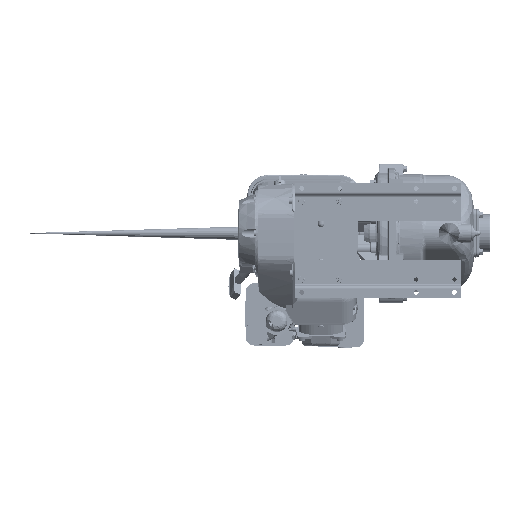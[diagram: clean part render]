
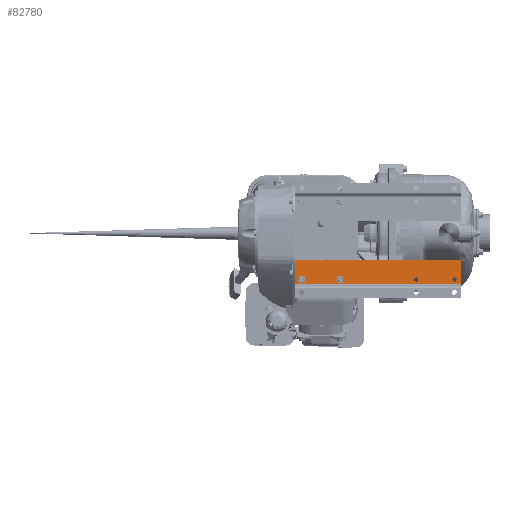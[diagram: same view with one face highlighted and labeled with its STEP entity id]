
A CAD part, front view. The second image highlights one B-rep face of the part: STEP entity #82780.
In plain terms, the highlighted planar face has unit normal (0, -1, 0).
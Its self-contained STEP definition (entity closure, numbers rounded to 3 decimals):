
#2012=FACE_BOUND('',#16212,.T.);
#2013=FACE_BOUND('',#16213,.T.);
#2014=FACE_BOUND('',#16214,.T.);
#2015=FACE_BOUND('',#16215,.T.);
#6417=PLANE('',#89441);
#11329=FACE_OUTER_BOUND('',#16211,.T.);
#16211=EDGE_LOOP('',(#68260,#68261,#68262,#68263));
#16212=EDGE_LOOP('',(#68264));
#16213=EDGE_LOOP('',(#68265));
#16214=EDGE_LOOP('',(#68266));
#16215=EDGE_LOOP('',(#68267));
#20467=CIRCLE('',#89410,0.172);
#20469=CIRCLE('',#89413,0.172);
#20471=CIRCLE('',#89416,0.172);
#20473=CIRCLE('',#89419,0.172);
#24735=LINE('',#173181,#30025);
#24736=LINE('',#173185,#30026);
#24737=LINE('',#173187,#30027);
#24738=LINE('',#173188,#30028);
#30025=VECTOR('',#103630,0.394);
#30026=VECTOR('',#103635,0.394);
#30027=VECTOR('',#103636,0.394);
#30028=VECTOR('',#103637,0.394);
#37255=VERTEX_POINT('',#173105);
#37257=VERTEX_POINT('',#173111);
#37259=VERTEX_POINT('',#173117);
#37261=VERTEX_POINT('',#173123);
#37280=VERTEX_POINT('',#173178);
#37281=VERTEX_POINT('',#173180);
#37282=VERTEX_POINT('',#173184);
#37283=VERTEX_POINT('',#173186);
#48074=EDGE_CURVE('',#37255,#37255,#20467,.T.);
#48077=EDGE_CURVE('',#37257,#37257,#20469,.T.);
#48080=EDGE_CURVE('',#37259,#37259,#20471,.T.);
#48083=EDGE_CURVE('',#37261,#37261,#20473,.T.);
#48110=EDGE_CURVE('',#37281,#37280,#24735,.T.);
#48112=EDGE_CURVE('',#37280,#37282,#24736,.T.);
#48113=EDGE_CURVE('',#37283,#37282,#24737,.T.);
#48114=EDGE_CURVE('',#37283,#37281,#24738,.T.);
#68260=ORIENTED_EDGE('',*,*,#48112,.T.);
#68261=ORIENTED_EDGE('',*,*,#48113,.F.);
#68262=ORIENTED_EDGE('',*,*,#48114,.T.);
#68263=ORIENTED_EDGE('',*,*,#48110,.T.);
#68264=ORIENTED_EDGE('',*,*,#48074,.T.);
#68265=ORIENTED_EDGE('',*,*,#48077,.T.);
#68266=ORIENTED_EDGE('',*,*,#48080,.T.);
#68267=ORIENTED_EDGE('',*,*,#48083,.T.);
#82780=ADVANCED_FACE('',(#11329,#2012,#2013,#2014,#2015),#6417,.T.);
#89410=AXIS2_PLACEMENT_3D('',#173107,#103552,#103553);
#89413=AXIS2_PLACEMENT_3D('',#173113,#103559,#103560);
#89416=AXIS2_PLACEMENT_3D('',#173119,#103566,#103567);
#89419=AXIS2_PLACEMENT_3D('',#173125,#103573,#103574);
#89441=AXIS2_PLACEMENT_3D('',#173183,#103633,#103634);
#103552=DIRECTION('center_axis',(0.,1.,0.));
#103553=DIRECTION('ref_axis',(-1.,0.,0.));
#103559=DIRECTION('center_axis',(0.,1.,0.));
#103560=DIRECTION('ref_axis',(-1.,0.,0.));
#103566=DIRECTION('center_axis',(0.,1.,0.));
#103567=DIRECTION('ref_axis',(-1.,0.,0.));
#103573=DIRECTION('center_axis',(0.,1.,0.));
#103574=DIRECTION('ref_axis',(-1.,0.,0.));
#103630=DIRECTION('',(0.,0.,-1.));
#103633=DIRECTION('center_axis',(0.,-1.,0.));
#103634=DIRECTION('ref_axis',(0.,0.,-1.));
#103635=DIRECTION('',(1.,0.,0.));
#103636=DIRECTION('',(0.,0.,-1.));
#103637=DIRECTION('',(-1.,0.,0.));
#173105=CARTESIAN_POINT('',(1.672,0.875,-13.));
#173107=CARTESIAN_POINT('Origin',(1.5,0.875,-13.));
#173111=CARTESIAN_POINT('',(1.672,0.875,-9.875));
#173113=CARTESIAN_POINT('Origin',(1.5,0.875,-9.875));
#173117=CARTESIAN_POINT('',(1.672,0.875,-3.625));
#173119=CARTESIAN_POINT('Origin',(1.5,0.875,-3.625));
#173123=CARTESIAN_POINT('',(1.672,0.875,-0.5));
#173125=CARTESIAN_POINT('Origin',(1.5,0.875,-0.5));
#173178=CARTESIAN_POINT('',(1.125,0.875,-13.5));
#173180=CARTESIAN_POINT('',(1.125,0.875,0.));
#173181=CARTESIAN_POINT('',(1.125,0.875,0.));
#173183=CARTESIAN_POINT('Origin',(1.125,0.875,0.));
#173184=CARTESIAN_POINT('',(3.125,0.875,-13.5));
#173185=CARTESIAN_POINT('',(3.125,0.875,-13.5));
#173186=CARTESIAN_POINT('',(3.125,0.875,0.));
#173187=CARTESIAN_POINT('',(3.125,0.875,0.));
#173188=CARTESIAN_POINT('',(3.125,0.875,0.));
